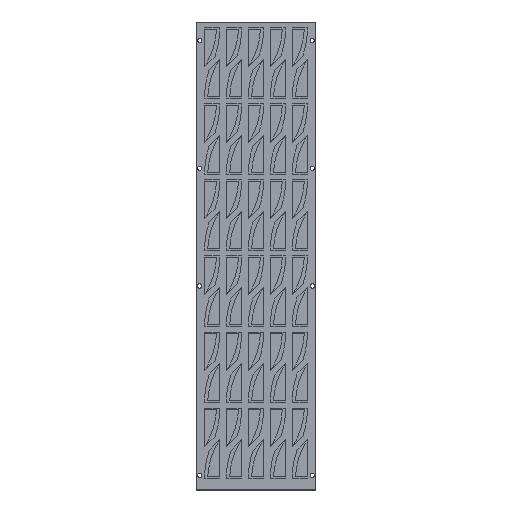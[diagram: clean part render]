
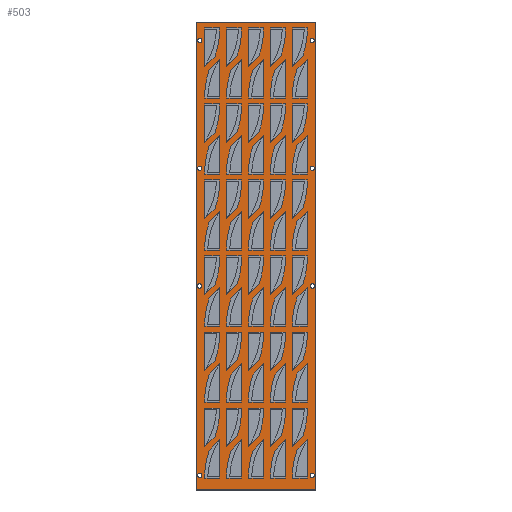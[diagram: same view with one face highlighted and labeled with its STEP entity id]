
A CAD part, top view. The second image highlights one B-rep face of the part: STEP entity #503.
In plain terms, the highlighted planar face has unit normal (0, 0, 1).
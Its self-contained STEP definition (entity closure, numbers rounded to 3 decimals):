
#443=FACE_BOUND('',#581,.T.);
#444=FACE_BOUND('',#582,.T.);
#445=FACE_BOUND('',#583,.T.);
#446=FACE_BOUND('',#584,.T.);
#447=FACE_BOUND('',#585,.T.);
#448=FACE_BOUND('',#586,.T.);
#449=FACE_BOUND('',#587,.T.);
#450=FACE_BOUND('',#588,.T.);
#451=FACE_BOUND('',#589,.T.);
#477=CIRCLE('',#980,1.5);
#478=CIRCLE('',#981,1.5);
#479=CIRCLE('',#982,1.5);
#480=CIRCLE('',#983,1.5);
#481=CIRCLE('',#984,1.5);
#482=CIRCLE('',#985,1.5);
#483=CIRCLE('',#986,1.5);
#484=CIRCLE('',#987,1.5);
#503=ADVANCED_FACE('',(#443,#444,#445,#446,#447,#448,#449,#450,#451),#536,
 .T.);
#536=PLANE('',#988);
#581=EDGE_LOOP('',(#650));
#582=EDGE_LOOP('',(#651));
#583=EDGE_LOOP('',(#652));
#584=EDGE_LOOP('',(#653));
#585=EDGE_LOOP('',(#654));
#586=EDGE_LOOP('',(#655));
#587=EDGE_LOOP('',(#656));
#588=EDGE_LOOP('',(#657));
#589=EDGE_LOOP('',(#658,#659,#660,#661));
#650=ORIENTED_EDGE('',*,*,#830,.F.);
#651=ORIENTED_EDGE('',*,*,#831,.F.);
#652=ORIENTED_EDGE('',*,*,#832,.F.);
#653=ORIENTED_EDGE('',*,*,#833,.F.);
#654=ORIENTED_EDGE('',*,*,#834,.F.);
#655=ORIENTED_EDGE('',*,*,#835,.F.);
#656=ORIENTED_EDGE('',*,*,#836,.F.);
#657=ORIENTED_EDGE('',*,*,#837,.F.);
#658=ORIENTED_EDGE('',*,*,#820,.T.);
#659=ORIENTED_EDGE('',*,*,#824,.T.);
#660=ORIENTED_EDGE('',*,*,#827,.T.);
#661=ORIENTED_EDGE('',*,*,#829,.T.);
#770=VERTEX_POINT('',#1385);
#771=VERTEX_POINT('',#1387);
#773=VERTEX_POINT('',#1393);
#775=VERTEX_POINT('',#1399);
#776=VERTEX_POINT('',#1406);
#777=VERTEX_POINT('',#1408);
#778=VERTEX_POINT('',#1410);
#779=VERTEX_POINT('',#1412);
#780=VERTEX_POINT('',#1414);
#781=VERTEX_POINT('',#1416);
#782=VERTEX_POINT('',#1418);
#783=VERTEX_POINT('',#1420);
#820=EDGE_CURVE('',#771,#770,#887,.T.);
#824=EDGE_CURVE('',#770,#773,#891,.T.);
#827=EDGE_CURVE('',#773,#775,#894,.T.);
#829=EDGE_CURVE('',#775,#771,#896,.T.);
#830=EDGE_CURVE('',#776,#776,#477,.T.);
#831=EDGE_CURVE('',#777,#777,#478,.T.);
#832=EDGE_CURVE('',#778,#778,#479,.T.);
#833=EDGE_CURVE('',#779,#779,#480,.T.);
#834=EDGE_CURVE('',#780,#780,#481,.T.);
#835=EDGE_CURVE('',#781,#781,#482,.T.);
#836=EDGE_CURVE('',#782,#782,#483,.T.);
#837=EDGE_CURVE('',#783,#783,#484,.T.);
#887=LINE('',#1386,#932);
#891=LINE('',#1394,#936);
#894=LINE('',#1400,#939);
#896=LINE('',#1403,#941);
#932=VECTOR('',#1099,1.);
#936=VECTOR('',#1105,1.);
#939=VECTOR('',#1110,1.);
#941=VECTOR('',#1114,1.);
#980=AXIS2_PLACEMENT_3D('',#1405,#1117,#1118);
#981=AXIS2_PLACEMENT_3D('',#1407,#1119,#1120);
#982=AXIS2_PLACEMENT_3D('',#1409,#1121,#1122);
#983=AXIS2_PLACEMENT_3D('',#1411,#1123,#1124);
#984=AXIS2_PLACEMENT_3D('',#1413,#1125,#1126);
#985=AXIS2_PLACEMENT_3D('',#1415,#1127,#1128);
#986=AXIS2_PLACEMENT_3D('',#1417,#1129,#1130);
#987=AXIS2_PLACEMENT_3D('',#1419,#1131,#1132);
#988=AXIS2_PLACEMENT_3D('',#1421,#1133,#1134);
#1099=DIRECTION('',(0.,-1.,0.));
#1105=DIRECTION('',(1.,0.,0.));
#1110=DIRECTION('',(0.,1.,0.));
#1114=DIRECTION('',(-1.,0.,0.));
#1117=DIRECTION('',(0.,0.,1.));
#1118=DIRECTION('',(1.,0.,0.));
#1119=DIRECTION('',(0.,0.,1.));
#1120=DIRECTION('',(1.,0.,0.));
#1121=DIRECTION('',(0.,0.,1.));
#1122=DIRECTION('',(1.,0.,0.));
#1123=DIRECTION('',(0.,0.,1.));
#1124=DIRECTION('',(1.,0.,0.));
#1125=DIRECTION('',(0.,0.,1.));
#1126=DIRECTION('',(1.,0.,0.));
#1127=DIRECTION('',(0.,0.,1.));
#1128=DIRECTION('',(1.,0.,0.));
#1129=DIRECTION('',(0.,0.,1.));
#1130=DIRECTION('',(1.,0.,0.));
#1131=DIRECTION('',(0.,0.,1.));
#1132=DIRECTION('',(1.,0.,0.));
#1133=DIRECTION('',(0.,0.,1.));
#1134=DIRECTION('',(1.,0.,0.));
#1385=CARTESIAN_POINT('',(0.,0.,2.5));
#1386=CARTESIAN_POINT('',(0.,320.,2.5));
#1387=CARTESIAN_POINT('',(0.,320.,2.5));
#1393=CARTESIAN_POINT('',(82.,0.,2.5));
#1394=CARTESIAN_POINT('',(0.,0.,2.5));
#1399=CARTESIAN_POINT('',(82.,320.,2.5));
#1400=CARTESIAN_POINT('',(82.,0.,2.5));
#1403=CARTESIAN_POINT('',(82.,320.,2.5));
#1405=CARTESIAN_POINT('',(2.5,10.,2.5));
#1406=CARTESIAN_POINT('',(4.,10.,2.5));
#1407=CARTESIAN_POINT('',(2.5,139.5,2.5));
#1408=CARTESIAN_POINT('',(4.,139.5,2.5));
#1409=CARTESIAN_POINT('',(2.5,220.,2.5));
#1410=CARTESIAN_POINT('',(4.,220.,2.5));
#1411=CARTESIAN_POINT('',(2.5,307.35,2.5));
#1412=CARTESIAN_POINT('',(4.,307.35,2.5));
#1413=CARTESIAN_POINT('',(79.5,10.,2.5));
#1414=CARTESIAN_POINT('',(81.,10.,2.5));
#1415=CARTESIAN_POINT('',(79.5,139.5,2.5));
#1416=CARTESIAN_POINT('',(81.,139.5,2.5));
#1417=CARTESIAN_POINT('',(79.5,220.,2.5));
#1418=CARTESIAN_POINT('',(81.,220.,2.5));
#1419=CARTESIAN_POINT('',(79.5,307.35,2.5));
#1420=CARTESIAN_POINT('',(81.,307.35,2.5));
#1421=CARTESIAN_POINT('',(0.,0.,2.5));
